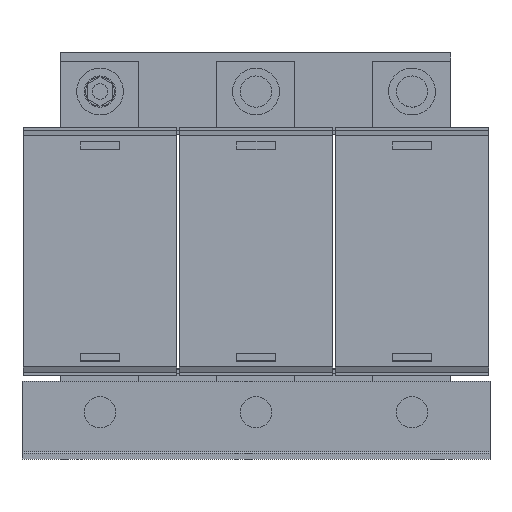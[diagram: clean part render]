
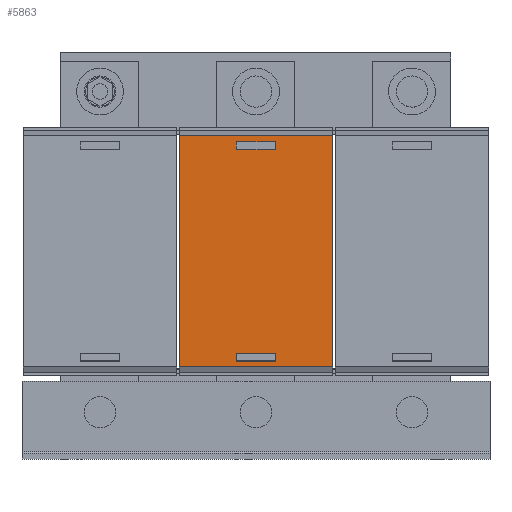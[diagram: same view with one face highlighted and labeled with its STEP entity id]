
A CAD part, top view. The second image highlights one B-rep face of the part: STEP entity #5863.
In plain terms, the highlighted planar face has unit normal (0, 0, 1).
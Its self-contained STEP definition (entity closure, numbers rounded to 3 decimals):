
#42 = EDGE_CURVE ( 'Defeature ausgef�hrt1_34+Defeature ausgef�hrt1_325+Defeature ausgef�hrt1_31+Defeature ausgef�hrt1_32', #7839, #11053, #10095, .T. ) ;
#198 = DIRECTION ( 'NONE',  ( -1., 0., 0. ) ) ;
#352 = LINE ( 'NONE', #3705, #3454 ) ;
#358 = CARTESIAN_POINT ( 'NONE',  ( -39.3, 141.75, 42.6 ) ) ;
#688 = CARTESIAN_POINT ( 'NONE',  ( -39.3, 24.25, 42.6 ) ) ;
#736 = AXIS2_PLACEMENT_3D ( 'NONE', #688, #6005, #777 ) ;
#777 = DIRECTION ( 'NONE',  ( -1., 0., 0. ) ) ;
#985 = LINE ( 'NONE', #9889, #12458 ) ;
#1059 = EDGE_LOOP ( 'NONE', ( #8430, #5144, #6465, #9980 ) ) ;
#1228 = FACE_BOUND ( 'NONE', #6811, .T. ) ;
#1236 = VECTOR ( 'NONE', #6821, 1000. ) ;
#1399 = CARTESIAN_POINT ( 'NONE',  ( -10., 26.25, 42.6 ) ) ;
#1817 = EDGE_CURVE ( 'Defeature ausgef�hrt1_325+Defeature ausgef�hrt1_296+Defeature ausgef�hrt1_318+Defeature ausgef�hrt1_317', #11469, #12809, #985, .T. ) ;
#1978 = CARTESIAN_POINT ( 'NONE',  ( -39.3, 134.75, 42.6 ) ) ;
#2050 = FACE_BOUND ( 'NONE', #1059, .T. ) ;
#2095 = EDGE_CURVE ( 'Defeature ausgef�hrt1_297+Defeature ausgef�hrt1_325+Defeature ausgef�hrt1_318+Defeature ausgef�hrt1_317', #3039, #6533, #2471, .T. ) ;
#2096 = ORIENTED_EDGE ( 'NONE', *, *, #12693, .F. ) ;
#2285 = VECTOR ( 'NONE', #7585, 1000. ) ;
#2354 = DIRECTION ( 'NONE',  ( 0., 1., 0. ) ) ;
#2471 = LINE ( 'NONE', #8415, #7052 ) ;
#2547 = EDGE_CURVE ( 'Defeature ausgef�hrt1_32+Defeature ausgef�hrt1_325+Defeature ausgef�hrt1_34+Defeature ausgef�hrt1_33', #11053, #6323, #4920, .T. ) ;
#2953 = VECTOR ( 'NONE', #7088, 1000. ) ;
#3039 = VERTEX_POINT ( 'NONE', #12643 ) ;
#3083 = VECTOR ( 'NONE', #9507, 1000. ) ;
#3090 = LINE ( 'NONE', #5485, #11153 ) ;
#3282 = VECTOR ( 'NONE', #11410, 1000. ) ;
#3435 = EDGE_CURVE ( 'Defeature ausgef�hrt1_325+Defeature ausgef�hrt1_318+Defeature ausgef�hrt1_297+Defeature ausgef�hrt1_296', #3039, #11469, #8879, .T. ) ;
#3454 = VECTOR ( 'NONE', #10094, 1000. ) ;
#3679 = CARTESIAN_POINT ( 'NONE',  ( 39.3, 141.75, 42.6 ) ) ;
#3705 = CARTESIAN_POINT ( 'NONE',  ( 10., 24.25, 42.6 ) ) ;
#3721 = ORIENTED_EDGE ( 'NONE', *, *, #3435, .T. ) ;
#3847 = FACE_OUTER_BOUND ( 'NONE', #7998, .T. ) ;
#3983 = LINE ( 'NONE', #1978, #7271 ) ;
#4060 = CARTESIAN_POINT ( 'NONE',  ( -39.3, 23.25, 42.6 ) ) ;
#4441 = CARTESIAN_POINT ( 'NONE',  ( -10., 24.25, 42.6 ) ) ;
#4920 = LINE ( 'NONE', #9560, #2285 ) ;
#4952 = ORIENTED_EDGE ( 'NONE', *, *, #8124, .T. ) ;
#5144 = ORIENTED_EDGE ( 'NONE', *, *, #42, .F. ) ;
#5485 = CARTESIAN_POINT ( 'NONE',  ( 10., 24.25, 42.6 ) ) ;
#5717 = CARTESIAN_POINT ( 'NONE',  ( 10., 134.75, 42.6 ) ) ;
#5826 = VERTEX_POINT ( 'NONE', #9278 ) ;
#5863 = ADVANCED_FACE ( 'Defeature ausgef�hrt1_325', ( #1228, #3847, #2050 ), #11244, .F. ) ;
#6005 = DIRECTION ( 'NONE',  ( 0., 0., -1. ) ) ;
#6297 = CARTESIAN_POINT ( 'NONE',  ( 39.3, 23.25, 42.6 ) ) ;
#6323 = VERTEX_POINT ( 'NONE', #12055 ) ;
#6465 = ORIENTED_EDGE ( 'NONE', *, *, #10040, .T. ) ;
#6523 = VERTEX_POINT ( 'NONE', #7272 ) ;
#6533 = VERTEX_POINT ( 'NONE', #11447 ) ;
#6586 = DIRECTION ( 'NONE',  ( 0., 1., 0. ) ) ;
#6606 = CARTESIAN_POINT ( 'NONE',  ( -39.3, 30.25, 42.6 ) ) ;
#6811 = EDGE_LOOP ( 'NONE', ( #10462, #9747, #2096, #4952 ) ) ;
#6821 = DIRECTION ( 'NONE',  ( 0., -1., 0. ) ) ;
#7036 = LINE ( 'NONE', #4441, #3083 ) ;
#7052 = VECTOR ( 'NONE', #10629, 1000. ) ;
#7088 = DIRECTION ( 'NONE',  ( -1., 0., 0. ) ) ;
#7271 = VECTOR ( 'NONE', #198, 1000. ) ;
#7272 = CARTESIAN_POINT ( 'NONE',  ( -10., 134.75, 42.6 ) ) ;
#7585 = DIRECTION ( 'NONE',  ( 1., 0., 0. ) ) ;
#7839 = VERTEX_POINT ( 'NONE', #7918 ) ;
#7865 = LINE ( 'NONE', #358, #10980 ) ;
#7918 = CARTESIAN_POINT ( 'NONE',  ( -10., 30.25, 42.6 ) ) ;
#7998 = EDGE_LOOP ( 'NONE', ( #11809, #9623, #8560, #3721 ) ) ;
#8094 = VERTEX_POINT ( 'NONE', #9469 ) ;
#8124 = EDGE_CURVE ( 'Defeature ausgef�hrt1_325+Defeature ausgef�hrt1_35+Defeature ausgef�hrt1_37+Defeature ausgef�hrt1_38', #12826, #6523, #3983, .T. ) ;
#8415 = CARTESIAN_POINT ( 'NONE',  ( -39.3, 23.25, 42.6 ) ) ;
#8430 = ORIENTED_EDGE ( 'NONE', *, *, #2547, .F. ) ;
#8560 = ORIENTED_EDGE ( 'NONE', *, *, #2095, .F. ) ;
#8668 = DIRECTION ( 'NONE',  ( 1., 0., 0. ) ) ;
#8745 = DIRECTION ( 'NONE',  ( 1., 0., 0. ) ) ;
#8879 = LINE ( 'NONE', #4060, #3282 ) ;
#8997 = EDGE_CURVE ( 'Defeature ausgef�hrt1_36+Defeature ausgef�hrt1_325+Defeature ausgef�hrt1_37+Defeature ausgef�hrt1_38', #5826, #8094, #13296, .T. ) ;
#9009 = VECTOR ( 'NONE', #8668, 1000. ) ;
#9029 = CARTESIAN_POINT ( 'NONE',  ( -39.3, 138.75, 42.6 ) ) ;
#9278 = CARTESIAN_POINT ( 'NONE',  ( 10., 138.75, 42.6 ) ) ;
#9469 = CARTESIAN_POINT ( 'NONE',  ( -10., 138.75, 42.6 ) ) ;
#9507 = DIRECTION ( 'NONE',  ( 0., -1., 0. ) ) ;
#9560 = CARTESIAN_POINT ( 'NONE',  ( -39.3, 26.25, 42.6 ) ) ;
#9623 = ORIENTED_EDGE ( 'NONE', *, *, #13419, .F. ) ;
#9747 = ORIENTED_EDGE ( 'NONE', *, *, #8997, .F. ) ;
#9853 = EDGE_CURVE ( 'Defeature ausgef�hrt1_38+Defeature ausgef�hrt1_325+Defeature ausgef�hrt1_36+Defeature ausgef�hrt1_35', #8094, #6523, #7036, .T. ) ;
#9889 = CARTESIAN_POINT ( 'NONE',  ( 39.3, 24.25, 42.6 ) ) ;
#9980 = ORIENTED_EDGE ( 'NONE', *, *, #11807, .F. ) ;
#10036 = CARTESIAN_POINT ( 'NONE',  ( -10., 24.25, 42.6 ) ) ;
#10040 = EDGE_CURVE ( 'Defeature ausgef�hrt1_325+Defeature ausgef�hrt1_31+Defeature ausgef�hrt1_34+Defeature ausgef�hrt1_33', #7839, #13407, #13249, .T. ) ;
#10094 = DIRECTION ( 'NONE',  ( 0., 1., 0. ) ) ;
#10095 = LINE ( 'NONE', #10036, #1236 ) ;
#10462 = ORIENTED_EDGE ( 'NONE', *, *, #9853, .F. ) ;
#10629 = DIRECTION ( 'NONE',  ( 0., 1., 0. ) ) ;
#10728 = CARTESIAN_POINT ( 'NONE',  ( 10., 30.25, 42.6 ) ) ;
#10980 = VECTOR ( 'NONE', #8745, 1000. ) ;
#11053 = VERTEX_POINT ( 'NONE', #1399 ) ;
#11153 = VECTOR ( 'NONE', #6586, 1000. ) ;
#11244 = PLANE ( 'NONE',  #736 ) ;
#11410 = DIRECTION ( 'NONE',  ( 1., 0., 0. ) ) ;
#11447 = CARTESIAN_POINT ( 'NONE',  ( -39.3, 141.75, 42.6 ) ) ;
#11469 = VERTEX_POINT ( 'NONE', #6297 ) ;
#11807 = EDGE_CURVE ( 'Defeature ausgef�hrt1_33+Defeature ausgef�hrt1_325+Defeature ausgef�hrt1_32+Defeature ausgef�hrt1_31', #6323, #13407, #352, .T. ) ;
#11809 = ORIENTED_EDGE ( 'NONE', *, *, #1817, .T. ) ;
#12055 = CARTESIAN_POINT ( 'NONE',  ( 10., 26.25, 42.6 ) ) ;
#12458 = VECTOR ( 'NONE', #2354, 1000. ) ;
#12643 = CARTESIAN_POINT ( 'NONE',  ( -39.3, 23.25, 42.6 ) ) ;
#12693 = EDGE_CURVE ( 'Defeature ausgef�hrt1_37+Defeature ausgef�hrt1_325+Defeature ausgef�hrt1_35+Defeature ausgef�hrt1_36', #12826, #5826, #3090, .T. ) ;
#12809 = VERTEX_POINT ( 'NONE', #3679 ) ;
#12826 = VERTEX_POINT ( 'NONE', #5717 ) ;
#13249 = LINE ( 'NONE', #6606, #9009 ) ;
#13296 = LINE ( 'NONE', #9029, #2953 ) ;
#13407 = VERTEX_POINT ( 'NONE', #10728 ) ;
#13419 = EDGE_CURVE ( 'Defeature ausgef�hrt1_317+Defeature ausgef�hrt1_325+Defeature ausgef�hrt1_297+Defeature ausgef�hrt1_296', #6533, #12809, #7865, .T. ) ;
